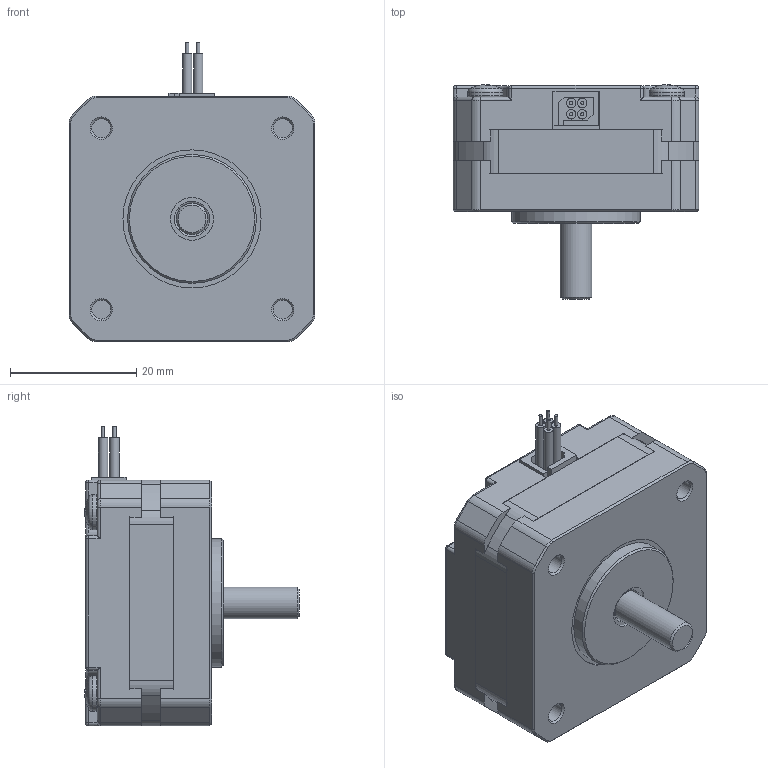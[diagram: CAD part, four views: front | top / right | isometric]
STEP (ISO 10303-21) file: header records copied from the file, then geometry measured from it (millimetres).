
FILE_DESCRIPTION(/* description */ ('Unknown'),/* implementation_level */ '2;1');
FILE_NAME(/* name */ '41ME3991AL ',/* time_stamp */ '2021-03-20T23:38:16+03:00',/* author */ ('Unknown'),/* organization */ ('Unknown'),/* preprocessor_version */ 'ST-DEVELOPER v16.7',/* originating_system */ 'Solid Edge',/* authorisation */ 'Unknown');
FILE_SCHEMA (('AUTOMOTIVE_DESIGN {1 0 10303 214 3 1 1}'));
Length unit declared in the file: millimetre
Products named in the file (8): 41ME3991AL ; 41ME3991AL_Shaft; M3 Screw; 41ME3991AL_Back; 41ME3991AL_Cable; 41ME3991AL_Middle; 41ME3991AL_Front; 41ME3991AL_Roller
Assembly tree (10 placements, depth 2):
  41ME3991AL 
    41ME3991AL_Shaft
    M3 Screw  x4
    41ME3991AL_Back
    41ME3991AL_Cable
    41ME3991AL_Middle
    41ME3991AL_Front
    41ME3991AL_Roller
Bounding box: 39 x 33.95 x 47.54 mm (x, y, z)
Volume: 24166.7 mm3; surface area: 15879.4 mm2
Topology: 13 solids, 13 shells, 397 faces, 926 edges, 563 vertices
Faces by surface type: plane 182, cylinder 116, cone 55, torus 32, sphere 12
Full cylindrical faces by diameter (mm): 0.519 x4, 1.5 x4, 2.321 x4, 3 x12, 5 x3, 5.6 x4, 6.779 x1, 8.3 x2, 9 x1, 12.7 x2, 16 x4, 20.429 x1, 21.914 x1, 30 x1
Entity records: 8202 total; most frequent: DIRECTION 1462, CARTESIAN_POINT 1302, ORIENTED_EDGE 1172, AXIS2_PLACEMENT_3D 587, EDGE_CURVE 586, FACE_BOUND 399, EDGE_LOOP 398, VERTEX_POINT 395
